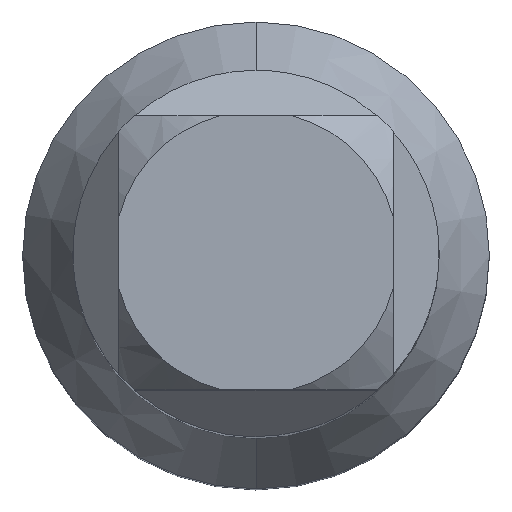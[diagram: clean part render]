
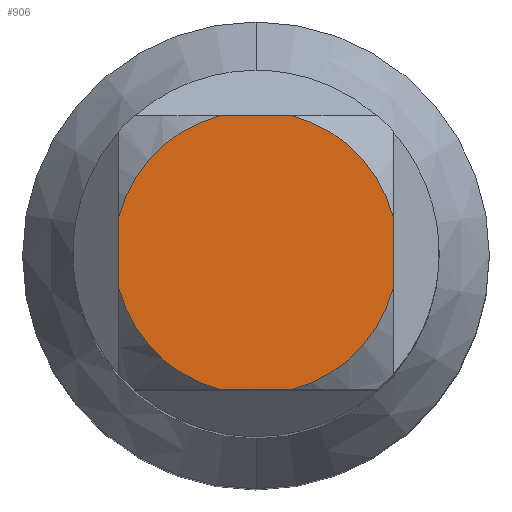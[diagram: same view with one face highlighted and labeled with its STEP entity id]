
A CAD part, top view. The second image highlights one B-rep face of the part: STEP entity #906.
In plain terms, the highlighted planar face has unit normal (0, 0, 1).
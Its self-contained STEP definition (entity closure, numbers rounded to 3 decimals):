
#30 = DIRECTION ( 'NONE',  ( 0., -1., 0. ) ) ;
#35 = DIRECTION ( 'NONE',  ( 0., -1., 0. ) ) ;
#61 = DIRECTION ( 'NONE',  ( -1., 0., 0. ) ) ;
#66 = AXIS2_PLACEMENT_3D ( 'NONE', #126, #653, #35 ) ;
#69 = FACE_OUTER_BOUND ( 'NONE', #996, .T. ) ;
#126 = CARTESIAN_POINT ( 'NONE',  ( 0., 0., 18.829 ) ) ;
#144 = CARTESIAN_POINT ( 'NONE',  ( -0.771, 2.97, 18.829 ) ) ;
#166 = LINE ( 'NONE', #766, #1069 ) ;
#209 = EDGE_CURVE ( 'NONE', #772, #639, #522, .T. ) ;
#214 = ORIENTED_EDGE ( 'NONE', *, *, #259, .T. ) ;
#235 = CARTESIAN_POINT ( 'NONE',  ( 0.771, 2.97, 18.829 ) ) ;
#257 = CARTESIAN_POINT ( 'NONE',  ( 2.97, -0.771, 18.829 ) ) ;
#259 = EDGE_CURVE ( 'NONE', #1084, #1112, #797, .T. ) ;
#261 = CARTESIAN_POINT ( 'NONE',  ( -2.97, -0.771, 18.829 ) ) ;
#287 = DIRECTION ( 'NONE',  ( 0., -1., 0. ) ) ;
#308 = PLANE ( 'NONE',  #720 ) ;
#312 = CARTESIAN_POINT ( 'NONE',  ( 0., 0., 18.829 ) ) ;
#323 = EDGE_CURVE ( 'NONE', #1052, #1084, #831, .T. ) ;
#333 = DIRECTION ( 'NONE',  ( 0., 0., 1. ) ) ;
#339 = DIRECTION ( 'NONE',  ( 1., 0., 0. ) ) ;
#360 = EDGE_CURVE ( 'NONE', #1112, #1074, #514, .T. ) ;
#376 = CARTESIAN_POINT ( 'NONE',  ( 0., 0., 18.829 ) ) ;
#379 = DIRECTION ( 'NONE',  ( 0., 0., 1. ) ) ;
#393 = DIRECTION ( 'NONE',  ( 0., -1., 0. ) ) ;
#416 = ORIENTED_EDGE ( 'NONE', *, *, #323, .T. ) ;
#439 = CARTESIAN_POINT ( 'NONE',  ( 2.97, 0., 18.829 ) ) ;
#489 = ORIENTED_EDGE ( 'NONE', *, *, #606, .T. ) ;
#495 = ORIENTED_EDGE ( 'NONE', *, *, #1071, .T. ) ;
#514 = CIRCLE ( 'NONE', #812, 3.069 ) ;
#515 = CARTESIAN_POINT ( 'NONE',  ( -2.97, 0.771, 18.829 ) ) ;
#522 = CIRCLE ( 'NONE', #66, 3.069 ) ;
#548 = EDGE_CURVE ( 'NONE', #574, #772, #1109, .T. ) ;
#558 = ORIENTED_EDGE ( 'NONE', *, *, #209, .T. ) ;
#561 = VECTOR ( 'NONE', #30, 1000. ) ;
#574 = VERTEX_POINT ( 'NONE', #257 ) ;
#606 = EDGE_CURVE ( 'NONE', #1074, #669, #166, .T. ) ;
#626 = EDGE_CURVE ( 'NONE', #669, #574, #914, .T. ) ;
#639 = VERTEX_POINT ( 'NONE', #235 ) ;
#642 = VECTOR ( 'NONE', #1047, 1000. ) ;
#653 = DIRECTION ( 'NONE',  ( 0., 0., 1. ) ) ;
#661 = CARTESIAN_POINT ( 'NONE',  ( 0.771, -2.97, 18.829 ) ) ;
#669 = VERTEX_POINT ( 'NONE', #661 ) ;
#695 = AXIS2_PLACEMENT_3D ( 'NONE', #982, #379, #890 ) ;
#707 = AXIS2_PLACEMENT_3D ( 'NONE', #929, #333, #844 ) ;
#720 = AXIS2_PLACEMENT_3D ( 'NONE', #312, #907, #393 ) ;
#733 = ORIENTED_EDGE ( 'NONE', *, *, #360, .T. ) ;
#766 = CARTESIAN_POINT ( 'NONE',  ( 0., -2.97, 18.829 ) ) ;
#769 = VECTOR ( 'NONE', #61, 1000. ) ;
#772 = VERTEX_POINT ( 'NONE', #910 ) ;
#797 = LINE ( 'NONE', #819, #561 ) ;
#812 = AXIS2_PLACEMENT_3D ( 'NONE', #376, #886, #287 ) ;
#819 = CARTESIAN_POINT ( 'NONE',  ( -2.97, 0., 18.829 ) ) ;
#831 = CIRCLE ( 'NONE', #695, 3.069 ) ;
#844 = DIRECTION ( 'NONE',  ( 0., -1., 0. ) ) ;
#886 = DIRECTION ( 'NONE',  ( 0., 0., 1. ) ) ;
#890 = DIRECTION ( 'NONE',  ( 0., -1., 0. ) ) ;
#906 = ADVANCED_FACE ( 'NONE', ( #69 ), #308, .T. ) ;
#907 = DIRECTION ( 'NONE',  ( 0., 0., 1. ) ) ;
#910 = CARTESIAN_POINT ( 'NONE',  ( 2.97, 0.771, 18.829 ) ) ;
#914 = CIRCLE ( 'NONE', #707, 3.069 ) ;
#929 = CARTESIAN_POINT ( 'NONE',  ( 0., 0., 18.829 ) ) ;
#934 = CARTESIAN_POINT ( 'NONE',  ( 0., 2.97, 18.829 ) ) ;
#964 = ORIENTED_EDGE ( 'NONE', *, *, #626, .T. ) ;
#982 = CARTESIAN_POINT ( 'NONE',  ( 0., 0., 18.829 ) ) ;
#996 = EDGE_LOOP ( 'NONE', ( #416, #214, #733, #489, #964, #1040, #558, #495 ) ) ;
#1036 = CARTESIAN_POINT ( 'NONE',  ( -0.771, -2.97, 18.829 ) ) ;
#1040 = ORIENTED_EDGE ( 'NONE', *, *, #548, .T. ) ;
#1047 = DIRECTION ( 'NONE',  ( 0., 1., 0. ) ) ;
#1052 = VERTEX_POINT ( 'NONE', #144 ) ;
#1067 = LINE ( 'NONE', #934, #769 ) ;
#1069 = VECTOR ( 'NONE', #339, 1000. ) ;
#1071 = EDGE_CURVE ( 'NONE', #639, #1052, #1067, .T. ) ;
#1074 = VERTEX_POINT ( 'NONE', #1036 ) ;
#1084 = VERTEX_POINT ( 'NONE', #515 ) ;
#1109 = LINE ( 'NONE', #439, #642 ) ;
#1112 = VERTEX_POINT ( 'NONE', #261 ) ;
